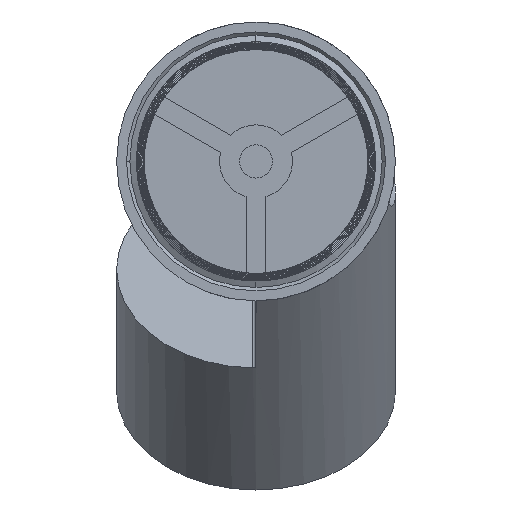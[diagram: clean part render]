
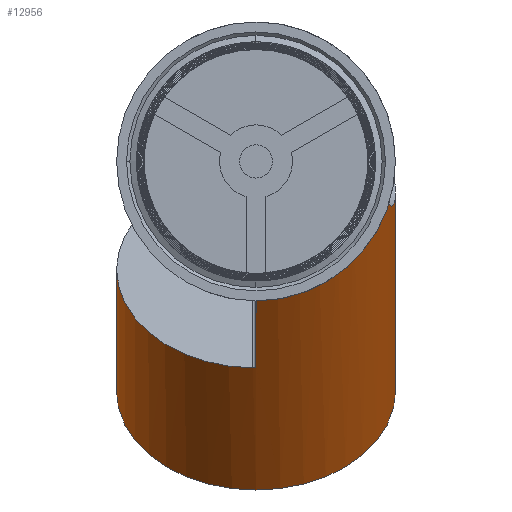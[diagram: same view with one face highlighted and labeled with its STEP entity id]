
A CAD part, front view. The second image highlights one B-rep face of the part: STEP entity #12956.
In plain terms, the highlighted cylindrical face has radius 21 mm (diameter 42 mm), a partial arc.
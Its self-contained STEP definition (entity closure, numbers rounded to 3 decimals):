
#418 = VECTOR ( 'NONE', #57917, 1000. ) ;
#997 = VERTEX_POINT ( 'NONE', #26822 ) ;
#1014 = VERTEX_POINT ( 'NONE', #8365 ) ;
#1360 = CARTESIAN_POINT ( 'NONE',  ( 0.368, 26., -20.997 ) ) ;
#1830 = CARTESIAN_POINT ( 'NONE',  ( -20.927, 42.479, -1.757 ) ) ;
#3613 = CIRCLE ( 'NONE', #69420, 21. ) ;
#4903 = CARTESIAN_POINT ( 'NONE',  ( -20.107, 45.996, -6.061 ) ) ;
#6194 = CARTESIAN_POINT ( 'NONE',  ( -20.865, 42.683, -2.389 ) ) ;
#6317 = ORIENTED_EDGE ( 'NONE', *, *, #42517, .F. ) ;
#6968 = CARTESIAN_POINT ( 'NONE',  ( 0.239, 26.054, -20.999 ) ) ;
#7015 = CARTESIAN_POINT ( 'NONE',  ( -20.887, 42.608, -2.182 ) ) ;
#8365 = CARTESIAN_POINT ( 'NONE',  ( 0., 26.5, -21. ) ) ;
#10383 = DIRECTION ( 'NONE',  ( -1., 0., 0. ) ) ;
#11015 = CARTESIAN_POINT ( 'NONE',  ( 21., 70., 0. ) ) ;
#11143 = CIRCLE ( 'NONE', #68675, 21. ) ;
#11230 = B_SPLINE_CURVE_WITH_KNOTS ( 'NONE', 3,
 ( #25051, #71413, #18184, #43923, #19455, #45626, #70131, #4903, #83456, #65418, #12612, #24636, #77005, #38770, #70578, #64997, #32360, #6194, #7015, #1830, #52483, #20712, #20299, #14291 ),
 .UNSPECIFIED., .F., .F.,
 ( 4, 2, 2, 2, 2, 2, 2, 2, 2, 2, 2, 4 ),
 ( 0., 0.001, 0.002, 0.003, 0.004, 0.005, 0.005, 0.007, 0.008, 0.009, 0.009, 0.011 ),
 .UNSPECIFIED. ) ;
#11483 = ORIENTED_EDGE ( 'NONE', *, *, #14357, .T. ) ;
#11528 = CARTESIAN_POINT ( 'NONE',  ( 21., 26., 0. ) ) ;
#12437 = FACE_OUTER_BOUND ( 'NONE', #56521, .T. ) ;
#12612 = CARTESIAN_POINT ( 'NONE',  ( -20.307, 44.882, -5.353 ) ) ;
#12956 = ADVANCED_FACE ( 'NONE', ( #12437 ), #45890, .T. ) ;
#14291 = CARTESIAN_POINT ( 'NONE',  ( -21., 42.25, 0. ) ) ;
#14357 = EDGE_CURVE ( 'NONE', #30560, #71943, #23345, .T. ) ;
#14771 = ORIENTED_EDGE ( 'NONE', *, *, #58036, .T. ) ;
#16729 = CARTESIAN_POINT ( 'NONE',  ( 0., 70., -21. ) ) ;
#18091 = ORIENTED_EDGE ( 'NONE', *, *, #83134, .F. ) ;
#18184 = CARTESIAN_POINT ( 'NONE',  ( -19.901, 48.109, -6.706 ) ) ;
#19201 = VERTEX_POINT ( 'NONE', #11528 ) ;
#19455 = CARTESIAN_POINT ( 'NONE',  ( -19.962, 47.244, -6.521 ) ) ;
#20299 = CARTESIAN_POINT ( 'NONE',  ( -21., 42.25, -0.444 ) ) ;
#20559 = EDGE_CURVE ( 'NONE', #1014, #47422, #26231, .T. ) ;
#20712 = CARTESIAN_POINT ( 'NONE',  ( -20.986, 42.293, -0.884 ) ) ;
#21974 = CARTESIAN_POINT ( 'NONE',  ( 0., 26., 0. ) ) ;
#23345 = CIRCLE ( 'NONE', #63131, 21. ) ;
#24636 = CARTESIAN_POINT ( 'NONE',  ( -20.379, 44.542, -5.073 ) ) ;
#25051 = CARTESIAN_POINT ( 'NONE',  ( -19.886, 49., -6.75 ) ) ;
#26231 = B_SPLINE_CURVE_WITH_KNOTS ( 'NONE', 3,
 ( #60174, #27096, #27518, #6968, #1360, #65372 ),
 .UNSPECIFIED., .F., .F.,
 ( 4, 2, 4 ),
 ( 0., 0., 0.001 ),
 .UNSPECIFIED. ) ;
#26449 = ORIENTED_EDGE ( 'NONE', *, *, #20559, .T. ) ;
#26558 = DIRECTION ( 'NONE',  ( 0., 1., 0. ) ) ;
#26822 = CARTESIAN_POINT ( 'NONE',  ( 0., 49., -21. ) ) ;
#27096 = CARTESIAN_POINT ( 'NONE',  ( 0., 26.368, -21. ) ) ;
#27511 = DIRECTION ( 'NONE',  ( 0., 1., 0. ) ) ;
#27518 = CARTESIAN_POINT ( 'NONE',  ( 0.054, 26.239, -21. ) ) ;
#30560 = VERTEX_POINT ( 'NONE', #79238 ) ;
#31391 = DIRECTION ( 'NONE',  ( 0., 0., -1. ) ) ;
#32360 = CARTESIAN_POINT ( 'NONE',  ( -20.789, 42.936, -2.998 ) ) ;
#33007 = DIRECTION ( 'NONE',  ( -1., 0., 0. ) ) ;
#33894 = CARTESIAN_POINT ( 'NONE',  ( -19.886, 49., -6.75 ) ) ;
#34380 = CARTESIAN_POINT ( 'NONE',  ( 0., 49., 0. ) ) ;
#36477 = CARTESIAN_POINT ( 'NONE',  ( -21., 42.25, 0. ) ) ;
#36514 = LINE ( 'NONE', #69570, #65403 ) ;
#36926 = ORIENTED_EDGE ( 'NONE', *, *, #56926, .F. ) ;
#38770 = CARTESIAN_POINT ( 'NONE',  ( -20.523, 43.916, -4.462 ) ) ;
#40438 = EDGE_CURVE ( 'NONE', #30560, #19201, #82276, .T. ) ;
#40811 = DIRECTION ( 'NONE',  ( -1., 0., 0. ) ) ;
#42517 = EDGE_CURVE ( 'NONE', #81016, #46102, #11230, .T. ) ;
#43572 = CARTESIAN_POINT ( 'NONE',  ( -21., 0., 0. ) ) ;
#43923 = CARTESIAN_POINT ( 'NONE',  ( -19.944, 47.459, -6.576 ) ) ;
#45626 = CARTESIAN_POINT ( 'NONE',  ( -20.004, 46.819, -6.392 ) ) ;
#45890 = CYLINDRICAL_SURFACE ( 'NONE', #66406, 21. ) ;
#46102 = VERTEX_POINT ( 'NONE', #36477 ) ;
#46155 = ORIENTED_EDGE ( 'NONE', *, *, #40438, .F. ) ;
#47422 = VERTEX_POINT ( 'NONE', #67330 ) ;
#48140 = DIRECTION ( 'NONE',  ( 0., 1., 0. ) ) ;
#50320 = ORIENTED_EDGE ( 'NONE', *, *, #70424, .T. ) ;
#52483 = CARTESIAN_POINT ( 'NONE',  ( -20.945, 42.424, -1.539 ) ) ;
#54991 = DIRECTION ( 'NONE',  ( 0., 1., 0. ) ) ;
#56521 = EDGE_LOOP ( 'NONE', ( #46155, #11483, #14771, #6317, #36926, #50320, #26449, #18091 ) ) ;
#56926 = EDGE_CURVE ( 'NONE', #997, #81016, #3613, .T. ) ;
#57917 = DIRECTION ( 'NONE',  ( 0., -1., 0. ) ) ;
#58036 = EDGE_CURVE ( 'NONE', #71943, #46102, #36514, .T. ) ;
#60174 = CARTESIAN_POINT ( 'NONE',  ( 0., 26.5, -21. ) ) ;
#62718 = DIRECTION ( 'NONE',  ( 0., 1., 0. ) ) ;
#63131 = AXIS2_PLACEMENT_3D ( 'NONE', #82471, #54991, #10383 ) ;
#64804 = CARTESIAN_POINT ( 'NONE',  ( 0., 70., 0. ) ) ;
#64997 = CARTESIAN_POINT ( 'NONE',  ( -20.729, 43.144, -3.386 ) ) ;
#65372 = CARTESIAN_POINT ( 'NONE',  ( 0.5, 26., -20.994 ) ) ;
#65403 = VECTOR ( 'NONE', #62718, 1000. ) ;
#65418 = CARTESIAN_POINT ( 'NONE',  ( -20.271, 45.061, -5.486 ) ) ;
#66406 = AXIS2_PLACEMENT_3D ( 'NONE', #64804, #26558, #33007 ) ;
#67330 = CARTESIAN_POINT ( 'NONE',  ( 0.5, 26., -20.994 ) ) ;
#68675 = AXIS2_PLACEMENT_3D ( 'NONE', #21974, #48140, #31391 ) ;
#69420 = AXIS2_PLACEMENT_3D ( 'NONE', #34380, #27511, #40811 ) ;
#69570 = CARTESIAN_POINT ( 'NONE',  ( -21., 70., 0. ) ) ;
#70131 = CARTESIAN_POINT ( 'NONE',  ( -20.028, 46.608, -6.316 ) ) ;
#70424 = EDGE_CURVE ( 'NONE', #997, #1014, #73543, .T. ) ;
#70578 = CARTESIAN_POINT ( 'NONE',  ( -20.595, 43.638, -4.124 ) ) ;
#71413 = CARTESIAN_POINT ( 'NONE',  ( -19.886, 48.551, -6.75 ) ) ;
#71943 = VERTEX_POINT ( 'NONE', #43572 ) ;
#73543 = LINE ( 'NONE', #16729, #418 ) ;
#77005 = CARTESIAN_POINT ( 'NONE',  ( -20.415, 44.38, -4.926 ) ) ;
#79238 = CARTESIAN_POINT ( 'NONE',  ( 21., 0., 0. ) ) ;
#80628 = VECTOR ( 'NONE', #83141, 1000. ) ;
#81016 = VERTEX_POINT ( 'NONE', #33894 ) ;
#82276 = LINE ( 'NONE', #11015, #80628 ) ;
#82471 = CARTESIAN_POINT ( 'NONE',  ( 0., 0., 0. ) ) ;
#83134 = EDGE_CURVE ( 'NONE', #19201, #47422, #11143, .T. ) ;
#83141 = DIRECTION ( 'NONE',  ( 0., 1., 0. ) ) ;
#83456 = CARTESIAN_POINT ( 'NONE',  ( -20.169, 45.609, -5.853 ) ) ;
